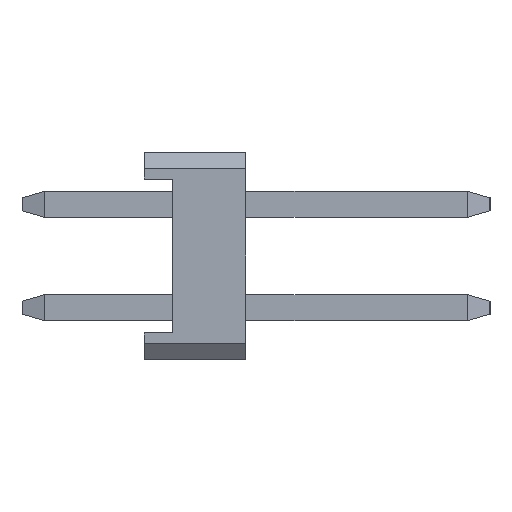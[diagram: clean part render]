
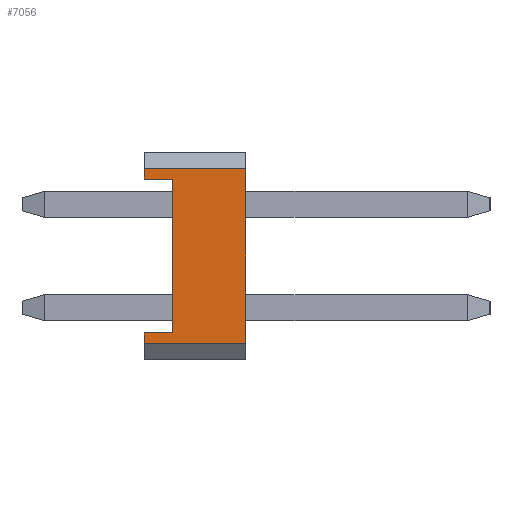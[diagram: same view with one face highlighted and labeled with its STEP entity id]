
A CAD part, left-side view. The second image highlights one B-rep face of the part: STEP entity #7056.
In plain terms, the highlighted planar face has unit normal (-1, 0, 0).
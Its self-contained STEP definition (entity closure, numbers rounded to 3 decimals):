
#3742=VERTEX_POINT('',#11011);
#3802=EDGE_CURVE('',#9688,#7646,#11079,.T.);
#3822=EDGE_CURVE('',#5862,#10052,#11100,.T.);
#4854=EDGE_CURVE('',#6682,#8488,#12233,.T.);
#4964=VERTEX_POINT('',#12349);
#5862=VERTEX_POINT('',#13413);
#6682=VERTEX_POINT('',#14315);
#7056=ADVANCED_FACE('',(#14729),#14730,.T.);
#7646=VERTEX_POINT('',#15376);
#7732=EDGE_CURVE('',#3742,#6682,#15476,.T.);
#8112=EDGE_CURVE('',#9688,#4964,#15890,.T.);
#8488=VERTEX_POINT('',#16305);
#9034=EDGE_CURVE('',#10052,#7646,#16911,.T.);
#9688=VERTEX_POINT('',#17628);
#10052=VERTEX_POINT('',#18035);
#10582=EDGE_CURVE('',#4964,#3742,#18614,.T.);
#10706=EDGE_CURVE('',#8488,#5862,#18752,.T.);
#11011=CARTESIAN_POINT('',(-20.32,-0.7,1.89));
#11079=LINE('',#19209,#19210);
#11100=LINE('',#19246,#19247);
#12233=LINE('',#20861,#20862);
#12349=CARTESIAN_POINT('',(-20.32,0.,1.89));
#13413=CARTESIAN_POINT('',(-20.32,0.,-2.147));
#14315=CARTESIAN_POINT('',(-20.32,-0.7,-1.89));
#14729=FACE_OUTER_BOUND('',#24470,.T.);
#14730=PLANE('',#24471);
#15376=CARTESIAN_POINT('',(-20.32,-2.5,2.147));
#15476=LINE('',#25532,#25533);
#15890=LINE('',#26134,#26135);
#16305=CARTESIAN_POINT('',(-20.32,0.,-1.89));
#16911=LINE('',#27595,#27596);
#17628=CARTESIAN_POINT('',(-20.32,0.,2.147));
#18035=CARTESIAN_POINT('',(-20.32,-2.5,-2.147));
#18614=LINE('',#30086,#30087);
#18752=LINE('',#30282,#30283);
#19209=CARTESIAN_POINT('',(-20.32,0.,2.147));
#19210=VECTOR('',#30786,1.0);
#19246=CARTESIAN_POINT('',(-20.32,0.,-2.147));
#19247=VECTOR('',#30802,1.0);
#20861=CARTESIAN_POINT('',(-20.32,0.075,-1.89));
#20862=VECTOR('',#31867,1.0);
#24470=EDGE_LOOP('',(#34653,#34654,#34655,#34656,#34657,#34658,#34659,#34660));
#24471=AXIS2_PLACEMENT_3D('',#34661,#34662,#34663);
#25532=CARTESIAN_POINT('',(-20.32,-0.7,-1.073));
#25533=VECTOR('',#35395,1.0);
#26134=CARTESIAN_POINT('',(-20.32,0.,2.147));
#26135=VECTOR('',#35774,1.0);
#27595=CARTESIAN_POINT('',(-20.32,-2.5,2.147));
#27596=VECTOR('',#36849,1.0);
#30086=CARTESIAN_POINT('',(-20.32,0.075,1.89));
#30087=VECTOR('',#38510,1.0);
#30282=CARTESIAN_POINT('',(-20.32,0.,2.147));
#30283=VECTOR('',#38653,1.0);
#30786=DIRECTION('',(0.0,-1.0,0.));
#30802=DIRECTION('',(0.0,-1.0,0.));
#31867=DIRECTION('',(0.0,1.0,0.));
#34653=ORIENTED_EDGE('',*,*,#4854,.T.);
#34654=ORIENTED_EDGE('',*,*,#10706,.T.);
#34655=ORIENTED_EDGE('',*,*,#3822,.T.);
#34656=ORIENTED_EDGE('',*,*,#9034,.T.);
#34657=ORIENTED_EDGE('',*,*,#3802,.F.);
#34658=ORIENTED_EDGE('',*,*,#8112,.T.);
#34659=ORIENTED_EDGE('',*,*,#10582,.T.);
#34660=ORIENTED_EDGE('',*,*,#7732,.T.);
#34661=CARTESIAN_POINT('',(-20.32,0.,-2.147));
#34662=DIRECTION('',(-1.0,0.0,0.0));
#34663=DIRECTION('',(0.0,0.,-1.0));
#35395=DIRECTION('',(0.0,0.,-1.0));
#35774=DIRECTION('',(0.0,0.,-1.0));
#36849=DIRECTION('',(0.0,0.,1.0));
#38510=DIRECTION('',(0.0,-1.0,0.));
#38653=DIRECTION('',(0.0,0.,-1.0));
